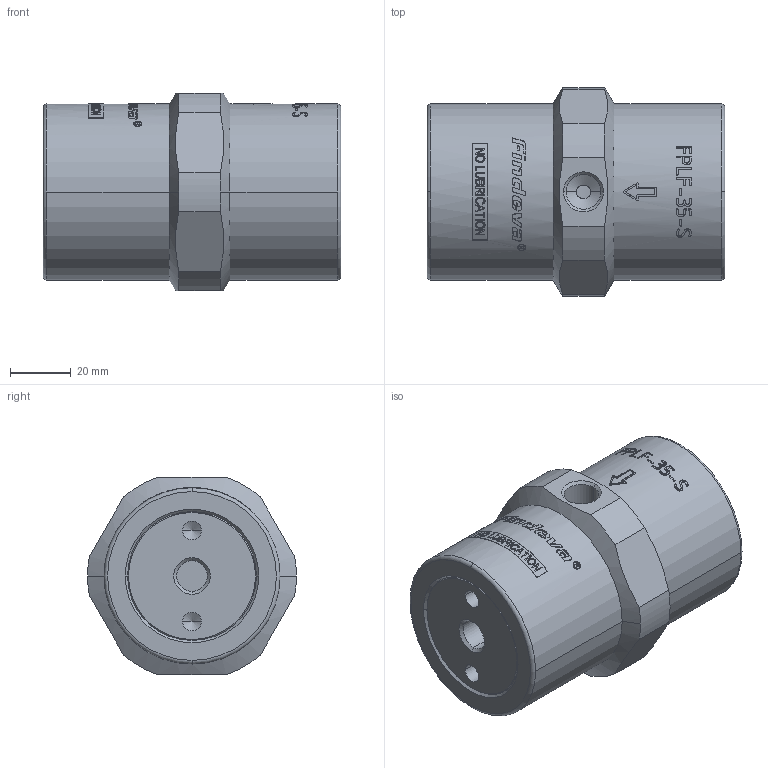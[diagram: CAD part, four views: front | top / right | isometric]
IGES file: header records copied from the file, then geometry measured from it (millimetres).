
Global section: file name: No Iges File Name specified; native system: Autodesk Inventor 2011; preprocessor: AutoDesk Inventor Iges Exporter R2011; author: Petr; date: 20120402.233032; units: millimetre
Bounding box: 98 x 68.8 x 65 mm (x, y, z)
Volume: 268323.1 mm3; surface area: 26829.4 mm2
Topology: 1 solids, 1 shells, 516 faces, 1372 edges, 905 vertices
Faces by surface type: bspline 260, plane 187, cylinder 57, cone 8, torus 4
